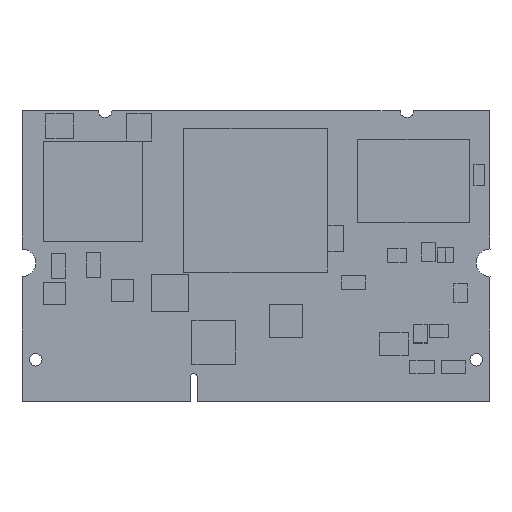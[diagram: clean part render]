
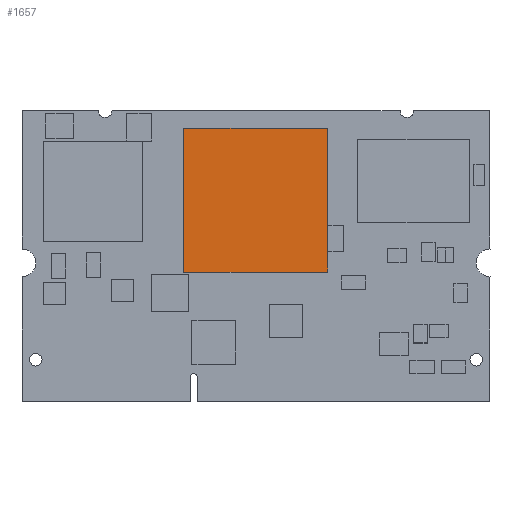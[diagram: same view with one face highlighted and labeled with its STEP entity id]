
A CAD part, top view. The second image highlights one B-rep face of the part: STEP entity #1657.
In plain terms, the highlighted planar face has unit normal (0, 0, 1).
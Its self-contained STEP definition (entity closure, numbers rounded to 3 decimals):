
#22 = CARTESIAN_POINT ( 'NONE',  ( -10.4, -10.4, 1.4 ) ) ;
#40 = DIRECTION ( 'NONE',  ( 0., -1., 0. ) ) ;
#171 = ORIENTED_EDGE ( 'NONE', *, *, #3567, .T. ) ;
#327 = CARTESIAN_POINT ( 'NONE',  ( 10.4, -10.4, 1.4 ) ) ;
#390 = CARTESIAN_POINT ( 'NONE',  ( 10.4, 10.4, 1.4 ) ) ;
#669 = VECTOR ( 'NONE', #3378, 1000. ) ;
#1102 = CARTESIAN_POINT ( 'NONE',  ( 0., 0., 1.4 ) ) ;
#1442 = EDGE_LOOP ( 'NONE', ( #8387, #171, #2941, #2683 ) ) ;
#1657 = ADVANCED_FACE ( 'NONE', ( #1883 ), #4820, .T. ) ;
#1883 = FACE_OUTER_BOUND ( 'NONE', #1442, .T. ) ;
#2683 = ORIENTED_EDGE ( 'NONE', *, *, #6088, .T. ) ;
#2817 = EDGE_CURVE ( 'NONE', #5590, #7605, #7143, .T. ) ;
#2941 = ORIENTED_EDGE ( 'NONE', *, *, #2817, .T. ) ;
#3378 = DIRECTION ( 'NONE',  ( -1., 0., 0. ) ) ;
#3567 = EDGE_CURVE ( 'NONE', #8424, #5590, #4467, .T. ) ;
#3811 = LINE ( 'NONE', #5896, #669 ) ;
#3898 = CARTESIAN_POINT ( 'NONE',  ( -10.4, -10.4, 1.4 ) ) ;
#4003 = VECTOR ( 'NONE', #4771, 1000. ) ;
#4350 = VECTOR ( 'NONE', #4888, 1000. ) ;
#4467 = LINE ( 'NONE', #22, #4350 ) ;
#4771 = DIRECTION ( 'NONE',  ( 0., 1., 0. ) ) ;
#4820 = PLANE ( 'NONE',  #7592 ) ;
#4888 = DIRECTION ( 'NONE',  ( 1., 0., 0. ) ) ;
#5590 = VERTEX_POINT ( 'NONE', #8113 ) ;
#5602 = VECTOR ( 'NONE', #40, 1000. ) ;
#5686 = EDGE_CURVE ( 'NONE', #7971, #8424, #8250, .T. ) ;
#5896 = CARTESIAN_POINT ( 'NONE',  ( 10.4, 10.4, 1.4 ) ) ;
#5916 = DIRECTION ( 'NONE',  ( 0., 0., 1. ) ) ;
#6088 = EDGE_CURVE ( 'NONE', #7605, #7971, #3811, .T. ) ;
#6508 = CARTESIAN_POINT ( 'NONE',  ( -10.4, 10.4, 1.4 ) ) ;
#7143 = LINE ( 'NONE', #327, #4003 ) ;
#7592 = AXIS2_PLACEMENT_3D ( 'NONE', #1102, #5916, #8443 ) ;
#7605 = VERTEX_POINT ( 'NONE', #390 ) ;
#7971 = VERTEX_POINT ( 'NONE', #6508 ) ;
#8113 = CARTESIAN_POINT ( 'NONE',  ( 10.4, -10.4, 1.4 ) ) ;
#8250 = LINE ( 'NONE', #8534, #5602 ) ;
#8387 = ORIENTED_EDGE ( 'NONE', *, *, #5686, .T. ) ;
#8424 = VERTEX_POINT ( 'NONE', #3898 ) ;
#8443 = DIRECTION ( 'NONE',  ( 1., 0., 0. ) ) ;
#8534 = CARTESIAN_POINT ( 'NONE',  ( -10.4, 10.4, 1.4 ) ) ;
